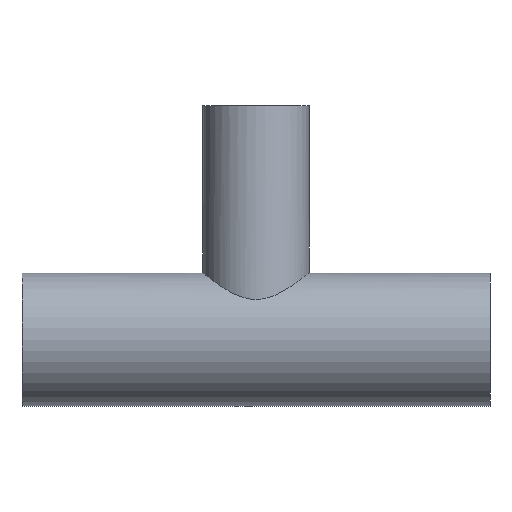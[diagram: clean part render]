
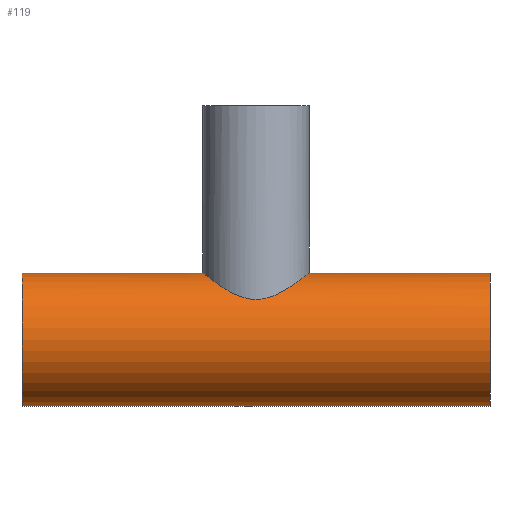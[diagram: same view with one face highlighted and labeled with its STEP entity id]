
A CAD part, front view. The second image highlights one B-rep face of the part: STEP entity #119.
In plain terms, the highlighted cylindrical face has radius 10.85 mm (diameter 21.7 mm), a full revolution.
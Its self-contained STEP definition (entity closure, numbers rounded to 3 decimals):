
#16=FACE_BOUND('',#35,.T.);
#26=FACE_OUTER_BOUND('',#34,.T.);
#34=EDGE_LOOP('',(#96,#97,#98,#99));
#35=EDGE_LOOP('',(#100,#101));
#44=B_SPLINE_CURVE_WITH_KNOTS('',3,(#245,#246,#247,#248,#249,#250,#251,
#252,#253,#254,#255,#256,#257,#258),.UNSPECIFIED.,.F.,.F.,(4,2,2,2,2,2,
4),(0.,0.216,0.431,0.685,0.938,
1.153,1.368),.UNSPECIFIED.);
#45=B_SPLINE_CURVE_WITH_KNOTS('',3,(#259,#260,#261,#262,#263,#264,#265,
#266,#267,#268,#269,#270,#271,#272,#273,#274,#275,#276,#277,#278,#279,#280,
#281,#282,#283,#284,#285,#286,#287,#288,#289,#290,#291,#292,#293,#294,#295,
#296),.UNSPECIFIED.,.F.,.F.,(4,2,2,2,2,2,2,2,2,2,2,2,2,2,2,2,2,2,4),(1.368,
1.583,1.798,2.051,2.305,2.52,
2.736,2.951,3.167,3.421,3.674,
3.889,4.104,4.319,4.533,4.787,
5.041,5.256,5.472),.UNSPECIFIED.);
#48=LINE('',#302,#52);
#52=VECTOR('',#174,10.85);
#56=CIRCLE('',#149,10.85);
#57=CIRCLE('',#150,10.85);
#64=VERTEX_POINT('',#242);
#65=VERTEX_POINT('',#244);
#66=VERTEX_POINT('',#299);
#67=VERTEX_POINT('',#301);
#76=EDGE_CURVE('',#65,#64,#44,.T.);
#77=EDGE_CURVE('',#64,#65,#45,.T.);
#78=EDGE_CURVE('',#66,#66,#56,.T.);
#79=EDGE_CURVE('',#66,#67,#48,.T.);
#80=EDGE_CURVE('',#67,#67,#57,.T.);
#96=ORIENTED_EDGE('',*,*,#78,.F.);
#97=ORIENTED_EDGE('',*,*,#79,.T.);
#98=ORIENTED_EDGE('',*,*,#80,.F.);
#99=ORIENTED_EDGE('',*,*,#79,.F.);
#100=ORIENTED_EDGE('',*,*,#76,.T.);
#101=ORIENTED_EDGE('',*,*,#77,.T.);
#114=CYLINDRICAL_SURFACE('',#148,10.85);
#119=ADVANCED_FACE('',(#26,#16),#114,.T.);
#148=AXIS2_PLACEMENT_3D('',#298,#170,#171);
#149=AXIS2_PLACEMENT_3D('',#300,#172,#173);
#150=AXIS2_PLACEMENT_3D('',#303,#175,#176);
#170=DIRECTION('center_axis',(1.,0.,0.));
#171=DIRECTION('ref_axis',(0.,1.,0.));
#172=DIRECTION('center_axis',(1.,0.,0.));
#173=DIRECTION('ref_axis',(0.,1.,0.));
#174=DIRECTION('',(-1.,0.,0.));
#175=DIRECTION('center_axis',(-1.,0.,0.));
#176=DIRECTION('ref_axis',(0.,1.,0.));
#242=CARTESIAN_POINT('',(-8.65,0.,10.85));
#244=CARTESIAN_POINT('',(0.,-8.65,6.55));
#245=CARTESIAN_POINT('Ctrl Pts',(0.,-8.65,6.55));
#246=CARTESIAN_POINT('Ctrl Pts',(-0.718,-8.65,6.55));
#247=CARTESIAN_POINT('Ctrl Pts',(-1.477,-8.555,6.68));
#248=CARTESIAN_POINT('Ctrl Pts',(-2.901,-8.182,7.132));
#249=CARTESIAN_POINT('Ctrl Pts',(-3.57,-7.906,7.444));
#250=CARTESIAN_POINT('Ctrl Pts',(-4.813,-7.228,8.108));
#251=CARTESIAN_POINT('Ctrl Pts',(-5.479,-6.744,8.529));
#252=CARTESIAN_POINT('Ctrl Pts',(-6.653,-5.589,9.326));
#253=CARTESIAN_POINT('Ctrl Pts',(-7.161,-4.917,9.701));
#254=CARTESIAN_POINT('Ctrl Pts',(-7.876,-3.638,10.242));
#255=CARTESIAN_POINT('Ctrl Pts',(-8.168,-2.947,10.469));
#256=CARTESIAN_POINT('Ctrl Pts',(-8.555,-1.486,10.774));
#257=CARTESIAN_POINT('Ctrl Pts',(-8.65,-0.716,10.85));
#258=CARTESIAN_POINT('Ctrl Pts',(-8.65,0.,10.85));
#259=CARTESIAN_POINT('Ctrl Pts',(-8.65,0.,10.85));
#260=CARTESIAN_POINT('Ctrl Pts',(-8.65,0.716,10.85));
#261=CARTESIAN_POINT('Ctrl Pts',(-8.555,1.486,10.774));
#262=CARTESIAN_POINT('Ctrl Pts',(-8.168,2.947,10.469));
#263=CARTESIAN_POINT('Ctrl Pts',(-7.876,3.638,10.242));
#264=CARTESIAN_POINT('Ctrl Pts',(-7.161,4.917,9.701));
#265=CARTESIAN_POINT('Ctrl Pts',(-6.653,5.589,9.326));
#266=CARTESIAN_POINT('Ctrl Pts',(-5.479,6.744,8.529));
#267=CARTESIAN_POINT('Ctrl Pts',(-4.813,7.228,8.108));
#268=CARTESIAN_POINT('Ctrl Pts',(-3.57,7.906,7.444));
#269=CARTESIAN_POINT('Ctrl Pts',(-2.901,8.182,7.132));
#270=CARTESIAN_POINT('Ctrl Pts',(-1.477,8.555,6.68));
#271=CARTESIAN_POINT('Ctrl Pts',(-0.718,8.65,6.55));
#272=CARTESIAN_POINT('Ctrl Pts',(0.718,8.65,6.55));
#273=CARTESIAN_POINT('Ctrl Pts',(1.477,8.555,6.68));
#274=CARTESIAN_POINT('Ctrl Pts',(2.901,8.182,7.132));
#275=CARTESIAN_POINT('Ctrl Pts',(3.57,7.906,7.444));
#276=CARTESIAN_POINT('Ctrl Pts',(4.813,7.228,8.108));
#277=CARTESIAN_POINT('Ctrl Pts',(5.479,6.744,8.529));
#278=CARTESIAN_POINT('Ctrl Pts',(6.653,5.589,9.326));
#279=CARTESIAN_POINT('Ctrl Pts',(7.161,4.917,9.701));
#280=CARTESIAN_POINT('Ctrl Pts',(7.876,3.638,10.242));
#281=CARTESIAN_POINT('Ctrl Pts',(8.168,2.947,10.469));
#282=CARTESIAN_POINT('Ctrl Pts',(8.555,1.486,10.774));
#283=CARTESIAN_POINT('Ctrl Pts',(8.65,0.716,10.85));
#284=CARTESIAN_POINT('Ctrl Pts',(8.65,-0.716,10.85));
#285=CARTESIAN_POINT('Ctrl Pts',(8.555,-1.486,10.774));
#286=CARTESIAN_POINT('Ctrl Pts',(8.168,-2.947,10.469));
#287=CARTESIAN_POINT('Ctrl Pts',(7.876,-3.638,10.242));
#288=CARTESIAN_POINT('Ctrl Pts',(7.161,-4.917,9.701));
#289=CARTESIAN_POINT('Ctrl Pts',(6.653,-5.589,9.326));
#290=CARTESIAN_POINT('Ctrl Pts',(5.479,-6.744,8.529));
#291=CARTESIAN_POINT('Ctrl Pts',(4.813,-7.228,8.108));
#292=CARTESIAN_POINT('Ctrl Pts',(3.57,-7.906,7.444));
#293=CARTESIAN_POINT('Ctrl Pts',(2.901,-8.182,7.132));
#294=CARTESIAN_POINT('Ctrl Pts',(1.477,-8.555,6.68));
#295=CARTESIAN_POINT('Ctrl Pts',(0.718,-8.65,6.55));
#296=CARTESIAN_POINT('Ctrl Pts',(0.,-8.65,6.55));
#298=CARTESIAN_POINT('Origin',(0.,0.,0.));
#299=CARTESIAN_POINT('',(38.1,-10.85,0.));
#300=CARTESIAN_POINT('Origin',(38.1,0.,0.));
#301=CARTESIAN_POINT('',(-38.1,-10.85,0.));
#302=CARTESIAN_POINT('',(0.,-10.85,0.));
#303=CARTESIAN_POINT('Origin',(-38.1,0.,0.));
